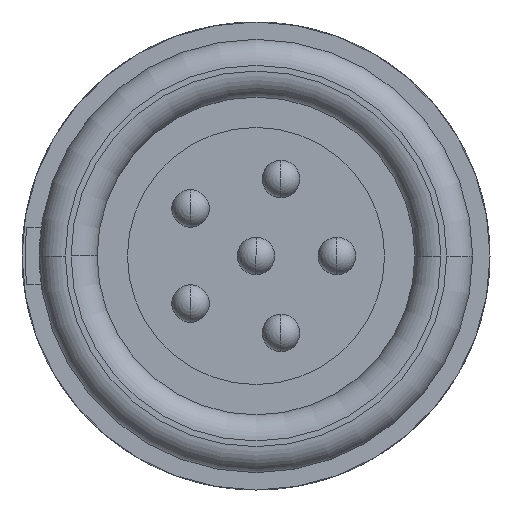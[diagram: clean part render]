
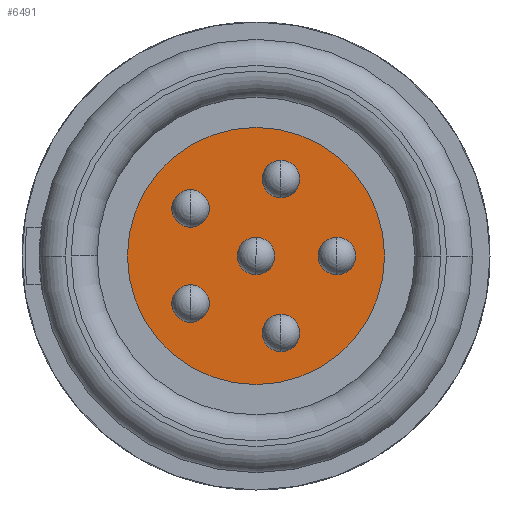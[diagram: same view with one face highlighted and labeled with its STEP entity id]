
A CAD part, left-side view. The second image highlights one B-rep face of the part: STEP entity #6491.
In plain terms, the highlighted planar face has unit normal (-1, 0, 0).
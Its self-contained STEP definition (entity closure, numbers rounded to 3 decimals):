
#2182=CARTESIAN_POINT('',(-2.5,0.,0.));
#2183=DIRECTION('',(-1.,0.,0.));
#2184=DIRECTION('',(0.,1.,0.));
#2185=AXIS2_PLACEMENT_3D('',#2182,#2183,#2184);
#2200=CARTESIAN_POINT('',(-2.5,0.,0.));
#2201=DIRECTION('',(-1.,0.,0.));
#2202=DIRECTION('',(0.,-1.,0.));
#2203=AXIS2_PLACEMENT_3D('',#2200,#2201,#2202);
#3305=CARTESIAN_POINT('',(-2.5,2.265,1.646));
#3306=DIRECTION('',(1.,0.,0.));
#3307=DIRECTION('',(0.,0.,-1.));
#3308=AXIS2_PLACEMENT_3D('',#3305,#3306,#3307);
#3310=CARTESIAN_POINT('',(-2.5,2.265,1.646));
#3311=DIRECTION('',(1.,0.,0.));
#3312=DIRECTION('',(0.,0.,1.));
#3313=AXIS2_PLACEMENT_3D('',#3310,#3311,#3312);
#3315=CARTESIAN_POINT('',(-2.5,2.265,-1.646));
#3316=DIRECTION('',(1.,0.,0.));
#3317=DIRECTION('',(0.,0.,-1.));
#3318=AXIS2_PLACEMENT_3D('',#3315,#3316,#3317);
#3320=CARTESIAN_POINT('',(-2.5,2.265,-1.646));
#3321=DIRECTION('',(1.,0.,0.));
#3322=DIRECTION('',(0.,0.,1.));
#3323=AXIS2_PLACEMENT_3D('',#3320,#3321,#3322);
#3325=CARTESIAN_POINT('',(-2.5,-0.865,-2.663));
#3326=DIRECTION('',(1.,0.,0.));
#3327=DIRECTION('',(0.,0.,-1.));
#3328=AXIS2_PLACEMENT_3D('',#3325,#3326,#3327);
#3330=CARTESIAN_POINT('',(-2.5,-0.865,-2.663));
#3331=DIRECTION('',(1.,0.,0.));
#3332=DIRECTION('',(0.,0.,1.));
#3333=AXIS2_PLACEMENT_3D('',#3330,#3331,#3332);
#3335=CARTESIAN_POINT('',(-2.5,-2.8,0.));
#3336=DIRECTION('',(1.,0.,0.));
#3337=DIRECTION('',(0.,0.,-1.));
#3338=AXIS2_PLACEMENT_3D('',#3335,#3336,#3337);
#3340=CARTESIAN_POINT('',(-2.5,-2.8,0.));
#3341=DIRECTION('',(1.,0.,0.));
#3342=DIRECTION('',(0.,0.,1.));
#3343=AXIS2_PLACEMENT_3D('',#3340,#3341,#3342);
#3345=CARTESIAN_POINT('',(-2.5,-0.865,2.663));
#3346=DIRECTION('',(1.,0.,0.));
#3347=DIRECTION('',(0.,0.,-1.));
#3348=AXIS2_PLACEMENT_3D('',#3345,#3346,#3347);
#3350=CARTESIAN_POINT('',(-2.5,-0.865,2.663));
#3351=DIRECTION('',(1.,0.,0.));
#3352=DIRECTION('',(0.,0.,1.));
#3353=AXIS2_PLACEMENT_3D('',#3350,#3351,#3352);
#3355=CARTESIAN_POINT('',(-2.5,0.,0.));
#3356=DIRECTION('',(1.,0.,0.));
#3357=DIRECTION('',(0.,0.,-1.));
#3358=AXIS2_PLACEMENT_3D('',#3355,#3356,#3357);
#3360=CARTESIAN_POINT('',(-2.5,0.,0.));
#3361=DIRECTION('',(1.,0.,0.));
#3362=DIRECTION('',(0.,0.,1.));
#3363=AXIS2_PLACEMENT_3D('',#3360,#3361,#3362);
#4468=CARTESIAN_POINT('',(-2.5,-4.45,0.));
#4469=CARTESIAN_POINT('',(-2.5,4.45,0.));
#4470=VERTEX_POINT('',#4468);
#4471=VERTEX_POINT('',#4469);
#4634=CARTESIAN_POINT('',(-2.5,2.265,0.996));
#4635=CARTESIAN_POINT('',(-2.5,2.265,2.296));
#4636=VERTEX_POINT('',#4634);
#4637=VERTEX_POINT('',#4635);
#4638=CARTESIAN_POINT('',(-2.5,2.265,-2.296));
#4639=CARTESIAN_POINT('',(-2.5,2.265,-0.996));
#4640=VERTEX_POINT('',#4638);
#4641=VERTEX_POINT('',#4639);
#4642=CARTESIAN_POINT('',(-2.5,-0.865,-3.313));
#4643=CARTESIAN_POINT('',(-2.5,-0.865,-2.013));
#4644=VERTEX_POINT('',#4642);
#4645=VERTEX_POINT('',#4643);
#4646=CARTESIAN_POINT('',(-2.5,-2.8,-0.65));
#4647=CARTESIAN_POINT('',(-2.5,-2.8,0.65));
#4648=VERTEX_POINT('',#4646);
#4649=VERTEX_POINT('',#4647);
#4650=CARTESIAN_POINT('',(-2.5,-0.865,2.013));
#4651=CARTESIAN_POINT('',(-2.5,-0.865,3.313));
#4652=VERTEX_POINT('',#4650);
#4653=VERTEX_POINT('',#4651);
#4654=CARTESIAN_POINT('',(-2.5,0.,-0.65));
#4655=CARTESIAN_POINT('',(-2.5,0.,0.65));
#4656=VERTEX_POINT('',#4654);
#4657=VERTEX_POINT('',#4655);
#6446=CARTESIAN_POINT('',(-2.5,0.,0.));
#6447=DIRECTION('',(1.,0.,0.));
#6448=DIRECTION('',(0.,0.,-1.));
#6449=AXIS2_PLACEMENT_3D('',#6446,#6447,#6448);
#6450=PLANE('',#6449);
#6451=ORIENTED_EDGE('',*,*,#5563,.F.);
#6452=ORIENTED_EDGE('',*,*,#5534,.F.);
#6453=EDGE_LOOP('',(#6451,#6452));
#6454=FACE_OUTER_BOUND('',#6453,.F.);
#6456=ORIENTED_EDGE('',*,*,#6455,.F.);
#6458=ORIENTED_EDGE('',*,*,#6457,.F.);
#6459=EDGE_LOOP('',(#6456,#6458));
#6460=FACE_BOUND('',#6459,.F.);
#6462=ORIENTED_EDGE('',*,*,#6461,.F.);
#6464=ORIENTED_EDGE('',*,*,#6463,.F.);
#6465=EDGE_LOOP('',(#6462,#6464));
#6466=FACE_BOUND('',#6465,.F.);
#6468=ORIENTED_EDGE('',*,*,#6467,.F.);
#6470=ORIENTED_EDGE('',*,*,#6469,.F.);
#6471=EDGE_LOOP('',(#6468,#6470));
#6472=FACE_BOUND('',#6471,.F.);
#6474=ORIENTED_EDGE('',*,*,#6473,.F.);
#6476=ORIENTED_EDGE('',*,*,#6475,.F.);
#6477=EDGE_LOOP('',(#6474,#6476));
#6478=FACE_BOUND('',#6477,.F.);
#6480=ORIENTED_EDGE('',*,*,#6479,.F.);
#6482=ORIENTED_EDGE('',*,*,#6481,.F.);
#6483=EDGE_LOOP('',(#6480,#6482));
#6484=FACE_BOUND('',#6483,.F.);
#6486=ORIENTED_EDGE('',*,*,#6485,.F.);
#6488=ORIENTED_EDGE('',*,*,#6487,.F.);
#6489=EDGE_LOOP('',(#6486,#6488));
#6490=FACE_BOUND('',#6489,.F.);
#6491=ADVANCED_FACE('',(#6454,#6460,#6466,#6472,#6478,#6484,#6490),#6450,.F.);
#2186=CIRCLE('',#2185,4.45);
#2204=CIRCLE('',#2203,4.45);
#3309=CIRCLE('',#3308,0.65);
#3314=CIRCLE('',#3313,0.65);
#3319=CIRCLE('',#3318,0.65);
#3324=CIRCLE('',#3323,0.65);
#3329=CIRCLE('',#3328,0.65);
#3334=CIRCLE('',#3333,0.65);
#3339=CIRCLE('',#3338,0.65);
#3344=CIRCLE('',#3343,0.65);
#3349=CIRCLE('',#3348,0.65);
#3354=CIRCLE('',#3353,0.65);
#3359=CIRCLE('',#3358,0.65);
#3364=CIRCLE('',#3363,0.65);
#5534=EDGE_CURVE('',#4471,#4470,#2186,.T.);
#5563=EDGE_CURVE('',#4470,#4471,#2204,.T.);
#6455=EDGE_CURVE('',#4636,#4637,#3309,.T.);
#6457=EDGE_CURVE('',#4637,#4636,#3314,.T.);
#6461=EDGE_CURVE('',#4640,#4641,#3319,.T.);
#6463=EDGE_CURVE('',#4641,#4640,#3324,.T.);
#6467=EDGE_CURVE('',#4644,#4645,#3329,.T.);
#6469=EDGE_CURVE('',#4645,#4644,#3334,.T.);
#6473=EDGE_CURVE('',#4648,#4649,#3339,.T.);
#6475=EDGE_CURVE('',#4649,#4648,#3344,.T.);
#6479=EDGE_CURVE('',#4652,#4653,#3349,.T.);
#6481=EDGE_CURVE('',#4653,#4652,#3354,.T.);
#6485=EDGE_CURVE('',#4656,#4657,#3359,.T.);
#6487=EDGE_CURVE('',#4657,#4656,#3364,.T.);
